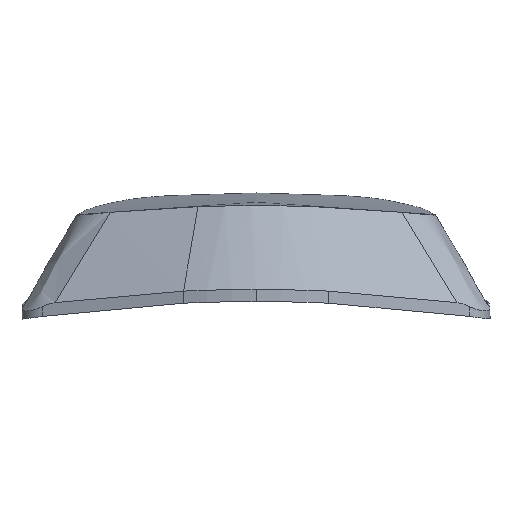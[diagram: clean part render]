
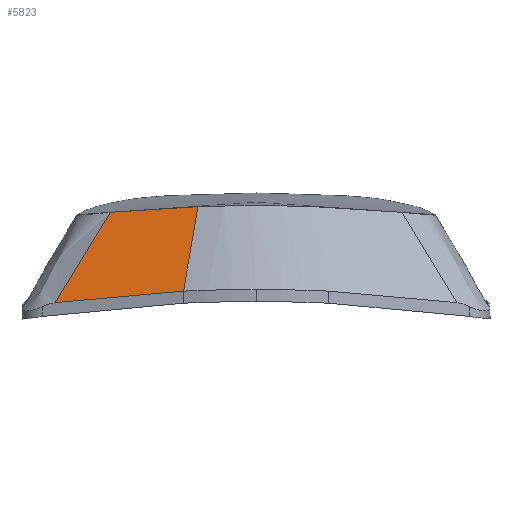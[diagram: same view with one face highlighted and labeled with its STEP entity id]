
A CAD part, top view. The second image highlights one B-rep face of the part: STEP entity #5823.
In plain terms, the highlighted free-form (B-spline) face has degree [3, 1] with [4, 2] control points.
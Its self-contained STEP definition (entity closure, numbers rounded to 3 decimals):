
#124 = EDGE_CURVE ( 'NONE', #4916, #6158, #3855, .T. ) ;
#432 = CARTESIAN_POINT ( 'NONE',  ( -28.266, 65.766, 316.643 ) ) ;
#553 = EDGE_CURVE ( 'NONE', #1331, #6158, #2854, .T. ) ;
#583 = CARTESIAN_POINT ( 'NONE',  ( -33.272, 65.602, 315.077 ) ) ;
#628 = CARTESIAN_POINT ( 'NONE',  ( -67.24, 62.269, 304.446 ) ) ;
#788 = ORIENTED_EDGE ( 'NONE', *, *, #553, .T. ) ;
#797 = EDGE_CURVE ( 'NONE', #6136, #1331, #1509, .T. ) ;
#919 = CARTESIAN_POINT ( 'NONE',  ( -16.21, 66.16, 320.416 ) ) ;
#936 = CARTESIAN_POINT ( 'NONE',  ( -16.21, 66.16, 320.416 ) ) ;
#998 = DIRECTION ( 'NONE',  ( 0.149, 0.867, -0.476 ) ) ;
#1331 = VERTEX_POINT ( 'NONE', #3507 ) ;
#1447 = CARTESIAN_POINT ( 'NONE',  ( -39.853, 30.62, 333.974 ) ) ;
#1509 = B_SPLINE_CURVE_WITH_KNOTS ( 'NONE', 3,
 ( #936, #432, #1890, #5231 ),
 .UNSPECIFIED., .F., .F.,
 ( 4, 4 ),
 ( 0., 0.038 ),
 .UNSPECIFIED. ) ;
#1890 = CARTESIAN_POINT ( 'NONE',  ( -40.297, 65., 312.878 ) ) ;
#1974 = CARTESIAN_POINT ( 'NONE',  ( -57.449, 29.047, 328.467 ) ) ;
#1998 = CARTESIAN_POINT ( 'NONE',  ( -74.973, 26.698, 322.983 ) ) ;
#2000 = CARTESIAN_POINT ( 'NONE',  ( -44.475, 30.417, 332.527 ) ) ;
#2019 = CARTESIAN_POINT ( 'NONE',  ( -22.184, 31.396, 339.503 ) ) ;
#2517 = CARTESIAN_POINT ( 'NONE',  ( -22.184, 31.396, 339.503 ) ) ;
#2854 = B_SPLINE_CURVE_WITH_KNOTS ( 'NONE', 3,
 ( #5167, #3771, #5224, #5632 ),
 .UNSPECIFIED., .F., .F.,
 ( 4, 4 ),
 ( 0., 0.046 ),
 .UNSPECIFIED. ) ;
#3425 = EDGE_CURVE ( 'NONE', #4916, #6136, #4276, .T. ) ;
#3507 = CARTESIAN_POINT ( 'NONE',  ( -52.301, 63.868, 309.121 ) ) ;
#3516 = ORIENTED_EDGE ( 'NONE', *, *, #124, .F. ) ;
#3529 = VECTOR ( 'NONE', #998, 1000. ) ;
#3771 = CARTESIAN_POINT ( 'NONE',  ( -59.961, 51.53, 313.713 ) ) ;
#3846 = CARTESIAN_POINT ( 'NONE',  ( -19.197, 48.778, 329.959 ) ) ;
#3855 = B_SPLINE_CURVE_WITH_KNOTS ( 'NONE', 3,
 ( #2019, #1447, #1974, #1998 ),
 .UNSPECIFIED., .F., .F.,
 ( 4, 4 ),
 ( 0., 0.056 ),
 .UNSPECIFIED. ) ;
#3873 = CARTESIAN_POINT ( 'NONE',  ( -74.973, 26.698, 322.983 ) ) ;
#3893 = ORIENTED_EDGE ( 'NONE', *, *, #3425, .T. ) ;
#4276 = LINE ( 'NONE', #3846, #3529 ) ;
#4337 = EDGE_LOOP ( 'NONE', ( #5715, #788, #3516, #3893 ) ) ;
#4439 = CARTESIAN_POINT ( 'NONE',  ( -16.21, 66.16, 320.416 ) ) ;
#4586 = FACE_OUTER_BOUND ( 'NONE', #4337, .T. ) ;
#4916 = VERTEX_POINT ( 'NONE', #5600 ) ;
#5167 = CARTESIAN_POINT ( 'NONE',  ( -52.301, 63.868, 309.121 ) ) ;
#5224 = CARTESIAN_POINT ( 'NONE',  ( -67.497, 39.128, 318.338 ) ) ;
#5231 = CARTESIAN_POINT ( 'NONE',  ( -52.301, 63.868, 309.121 ) ) ;
#5335 = CARTESIAN_POINT ( 'NONE',  ( -66.649, 28.17, 325.588 ) ) ;
#5360 = CARTESIAN_POINT ( 'NONE',  ( -50.281, 64.301, 309.753 ) ) ;
#5600 = CARTESIAN_POINT ( 'NONE',  ( -22.184, 31.396, 339.503 ) ) ;
#5632 = CARTESIAN_POINT ( 'NONE',  ( -74.973, 26.698, 322.983 ) ) ;
#5639 = B_SPLINE_SURFACE_WITH_KNOTS ( 'NONE', 3, 1, ( 
 ( #4439, #2517 ),
 ( #583, #2000 ),
 ( #5360, #5335 ),
 ( #628, #5849 ) ),
 .UNSPECIFIED., .F., .F., .F.,
 ( 4, 4 ),
 ( 2, 2 ),
 ( 0., 1. ),
 ( 0., 1. ),
 .UNSPECIFIED. ) ;
#5715 = ORIENTED_EDGE ( 'NONE', *, *, #797, .T. ) ;
#5823 = ADVANCED_FACE ( 'NONE', ( #4586 ), #5639, .T. ) ;
#5849 = CARTESIAN_POINT ( 'NONE',  ( -88.711, 24.695, 318.683 ) ) ;
#6136 = VERTEX_POINT ( 'NONE', #919 ) ;
#6158 = VERTEX_POINT ( 'NONE', #3873 ) ;
